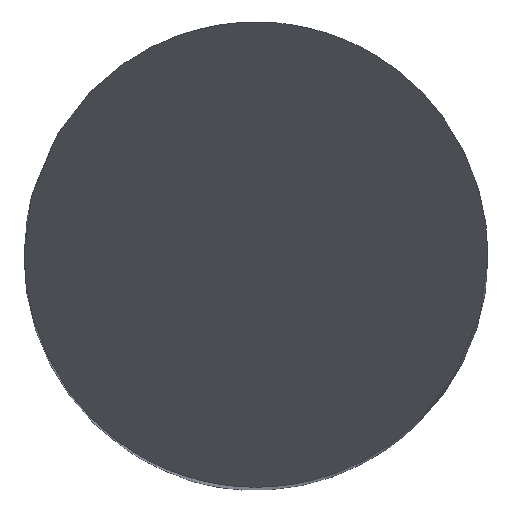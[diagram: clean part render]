
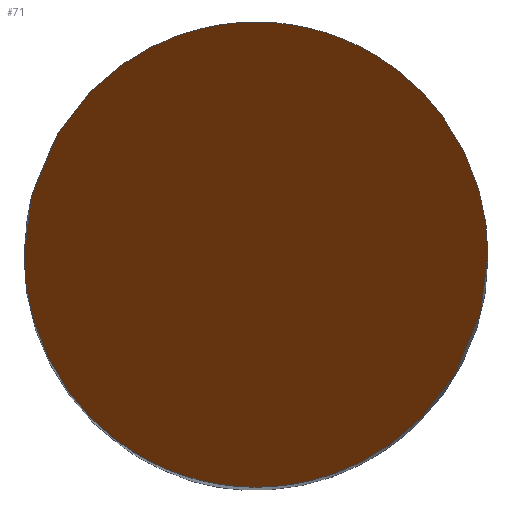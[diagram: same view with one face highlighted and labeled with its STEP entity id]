
A CAD part, top view. The second image highlights one B-rep face of the part: STEP entity #71.
In plain terms, the highlighted planar face has unit normal (0, -0.866, 0.5).
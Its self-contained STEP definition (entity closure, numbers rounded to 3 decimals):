
#56=PLANE('',#667);
#71=ADVANCED_FACE('FLCHE2',(#115),#56,.F.);
#115=FACE_OUTER_BOUND('',#149,.T.);
#149=EDGE_LOOP('',(#318,#319));
#318=ORIENTED_EDGE('',*,*,#514,.F.);
#319=ORIENTED_EDGE('',*,*,#529,.F.);
#456=VERTEX_POINT('',#862);
#457=VERTEX_POINT('',#863);
#514=EDGE_CURVE('',#456,#457,#610,.T.);
#529=EDGE_CURVE('',#457,#456,#612,.T.);
#610=(
BOUNDED_CURVE()
B_SPLINE_CURVE(3,(#858,#859,#860,#861),.UNSPECIFIED.,.F.,.F.)
B_SPLINE_CURVE_WITH_KNOTS((4,4),(0.,1.),.UNSPECIFIED.)
CURVE()
GEOMETRIC_REPRESENTATION_ITEM()
RATIONAL_B_SPLINE_CURVE((1.,0.333,0.333,1.))
REPRESENTATION_ITEM('')
);
#612=(
BOUNDED_CURVE()
B_SPLINE_CURVE(3,(#939,#940,#941,#942),.UNSPECIFIED.,.F.,.F.)
B_SPLINE_CURVE_WITH_KNOTS((4,4),(0.,1.),.UNSPECIFIED.)
CURVE()
GEOMETRIC_REPRESENTATION_ITEM()
RATIONAL_B_SPLINE_CURVE((1.,0.333,0.333,1.))
REPRESENTATION_ITEM('')
);
#667=AXIS2_PLACEMENT_3D('',#1031,#730,#731);
#730=DIRECTION('',(0.,0.866,-0.5));
#731=DIRECTION('',(0.,0.5,0.866));
#858=CARTESIAN_POINT('',(-4.,0.,0.));
#859=CARTESIAN_POINT('',(-4.,8.,13.856));
#860=CARTESIAN_POINT('',(4.,8.,13.856));
#861=CARTESIAN_POINT('',(4.,0.,0.));
#862=CARTESIAN_POINT('',(-4.,0.,0.));
#863=CARTESIAN_POINT('',(4.,0.,0.));
#939=CARTESIAN_POINT('',(4.,0.,0.));
#940=CARTESIAN_POINT('',(4.,-8.,-13.856));
#941=CARTESIAN_POINT('',(-4.,-8.,-13.856));
#942=CARTESIAN_POINT('',(-4.,0.,0.));
#1031=CARTESIAN_POINT('',(4.,4.,6.928));
